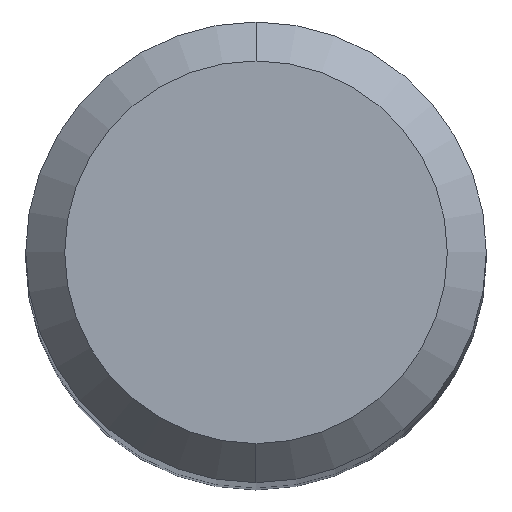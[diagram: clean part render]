
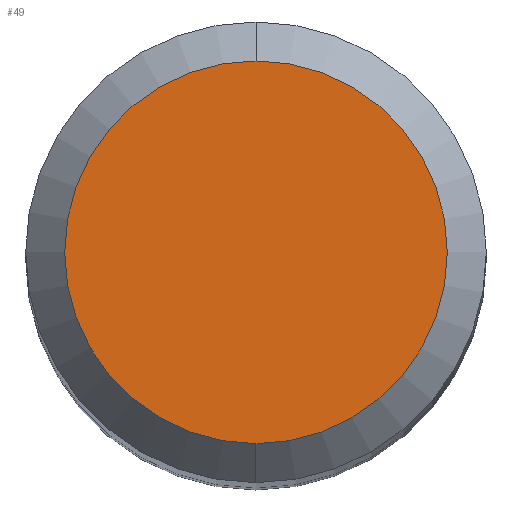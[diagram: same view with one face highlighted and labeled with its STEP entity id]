
A CAD part, top view. The second image highlights one B-rep face of the part: STEP entity #49.
In plain terms, the highlighted planar face has unit normal (0, 0, 1).
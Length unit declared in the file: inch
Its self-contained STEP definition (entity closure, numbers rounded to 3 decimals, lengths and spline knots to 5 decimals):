
#18 = EDGE_LOOP ( 'NONE', ( #48, #316 ) ) ;
#48 = ORIENTED_EDGE ( 'NONE', *, *, #378, .T. ) ;
#49 = ADVANCED_FACE ( 'NONE', ( #281 ), #285, .F. ) ;
#63 = CARTESIAN_POINT ( 'NONE',  ( 0., 0., 0. ) ) ;
#76 = DIRECTION ( 'NONE',  ( 0., 0., -1. ) ) ;
#98 = DIRECTION ( 'NONE',  ( 0., 0., 1. ) ) ;
#105 = DIRECTION ( 'NONE',  ( 0., 1., 0. ) ) ;
#116 = DIRECTION ( 'NONE',  ( 0., 0., 1. ) ) ;
#131 = CARTESIAN_POINT ( 'NONE',  ( 0., 0.0981, 0. ) ) ;
#159 = AXIS2_PLACEMENT_3D ( 'NONE', #376, #76, #105 ) ;
#161 = AXIS2_PLACEMENT_3D ( 'NONE', #300, #98, #335 ) ;
#194 = CIRCLE ( 'NONE', #388, 0.0981 ) ;
#209 = EDGE_CURVE ( 'NONE', #313, #406, #194, .T. ) ;
#258 = DIRECTION ( 'NONE',  ( 0., -1., 0. ) ) ;
#281 = FACE_OUTER_BOUND ( 'NONE', #18, .T. ) ;
#285 = PLANE ( 'NONE',  #159 ) ;
#300 = CARTESIAN_POINT ( 'NONE',  ( 0., 0., 0. ) ) ;
#313 = VERTEX_POINT ( 'NONE', #392 ) ;
#316 = ORIENTED_EDGE ( 'NONE', *, *, #209, .T. ) ;
#335 = DIRECTION ( 'NONE',  ( 0., -1., 0. ) ) ;
#362 = CIRCLE ( 'NONE', #161, 0.0981 ) ;
#376 = CARTESIAN_POINT ( 'NONE',  ( 0., 0.0981, 0. ) ) ;
#378 = EDGE_CURVE ( 'NONE', #406, #313, #362, .T. ) ;
#388 = AXIS2_PLACEMENT_3D ( 'NONE', #63, #116, #258 ) ;
#392 = CARTESIAN_POINT ( 'NONE',  ( 0., -0.0981, 0. ) ) ;
#406 = VERTEX_POINT ( 'NONE', #131 ) ;
